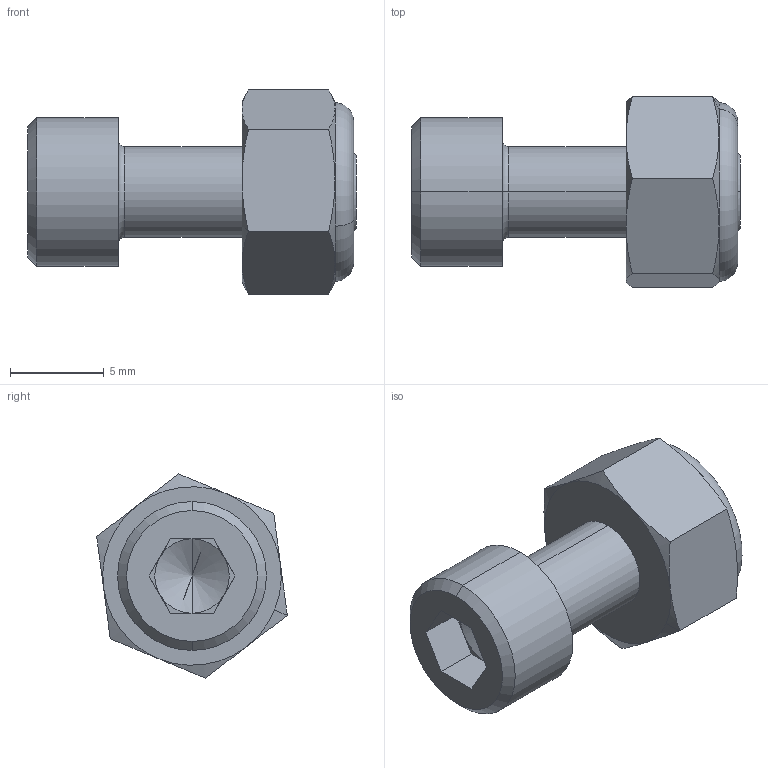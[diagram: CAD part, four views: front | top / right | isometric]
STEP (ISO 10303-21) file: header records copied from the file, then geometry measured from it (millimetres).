
FILE_DESCRIPTION (( 'STEP AP214' ), '1' );
FILE_NAME ('am-1002 and am-1042 10-32 x 0500 and Nylock Nut Assembly.step', '2019-01-04T14:23:09', ( '' ), ( '' ), 'SwSTEP 2.0', 'SolidWorks 2018', '' );
FILE_SCHEMA (( 'AUTOMOTIVE_DESIGN' ));
Length unit declared in the file: inch
Products named in the file (3): 10-32 Nylock Nut 1_90631A411; 10-32x0500_shcs_HX-SHCS 0.19-32x1.375x1-C; am-1002 and am-1042 10-32 x 0500 and Nylock Nut Assembly
Assembly tree (2 placements, depth 2):
  am-1002 and am-1042 10-32 x 0500 and Nylock Nut Assembly
    10-32x0500_shcs_HX-SHCS 0.19-32x1.375x1-C
    10-32 Nylock Nut 1_90631A411
Bounding box: 17.53 x 10.17 x 10.9 mm (x, y, z)
Volume: 781.4 mm3; surface area: 1052 mm2
Topology: 3 solids, 3 shells, 120 faces, 258 edges, 146 vertices
Faces by surface type: cone 51, cylinder 34, plane 27, torus 8
Entity records: 4076 total; most frequent: CARTESIAN_POINT 1412, DIRECTION 535, ORIENTED_EDGE 512, EDGE_CURVE 256, AXIS2_PLACEMENT_3D 221, VERTEX_POINT 146, EDGE_LOOP 128, FACE_OUTER_BOUND 120
